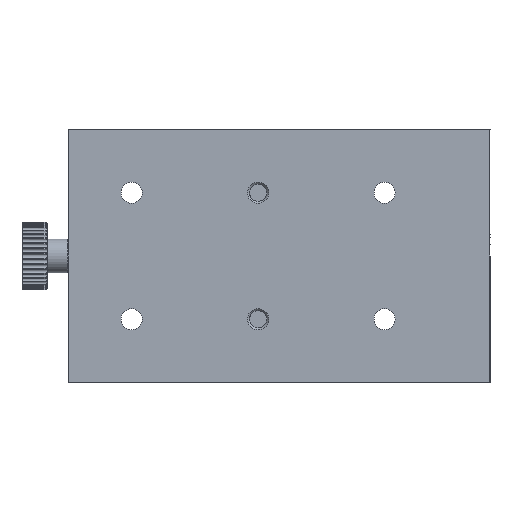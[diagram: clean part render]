
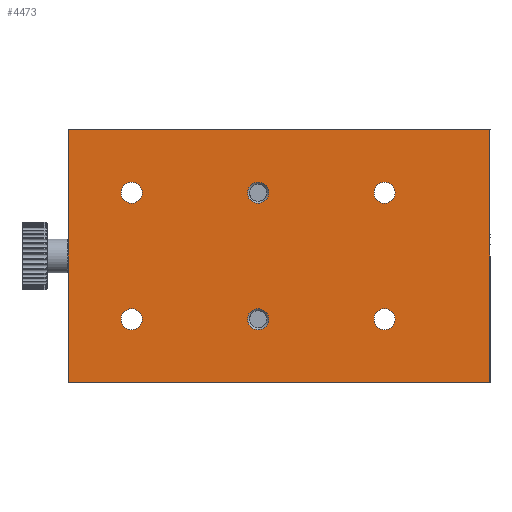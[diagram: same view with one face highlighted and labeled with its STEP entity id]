
A CAD part, front view. The second image highlights one B-rep face of the part: STEP entity #4473.
In plain terms, the highlighted planar face has unit normal (0, -1, 0).
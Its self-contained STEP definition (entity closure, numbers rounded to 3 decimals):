
#303 = CARTESIAN_POINT ( 'NONE',  ( 0., 0., 0. ) ) ;
#320 = LINE ( 'NONE', #2286, #7619 ) ;
#605 = DIRECTION ( 'NONE',  ( 1., 0., 0. ) ) ;
#760 = FACE_BOUND ( 'NONE', #4228, .T. ) ;
#767 = EDGE_LOOP ( 'NONE', ( #8721, #5473, #9101, #4854 ) ) ;
#908 = CARTESIAN_POINT ( 'NONE',  ( 75., 0., -17.5 ) ) ;
#1120 = CIRCLE ( 'NONE', #9380, 2.5 ) ;
#1132 = CARTESIAN_POINT ( 'NONE',  ( 45., 0., -45. ) ) ;
#1205 = LINE ( 'NONE', #303, #9025 ) ;
#1426 = EDGE_CURVE ( 'NONE', #4247, #11508, #7788, .T. ) ;
#1443 = AXIS2_PLACEMENT_3D ( 'NONE', #4446, #11789, #3544 ) ;
#1654 = DIRECTION ( 'NONE',  ( 0., 0., -1. ) ) ;
#1853 = EDGE_CURVE ( 'NONE', #9982, #9982, #9144, .T. ) ;
#2021 = DIRECTION ( 'NONE',  ( 0., 0., -1. ) ) ;
#2261 = DIRECTION ( 'NONE',  ( 0., 1., 0. ) ) ;
#2286 = CARTESIAN_POINT ( 'NONE',  ( 100., 0., -60. ) ) ;
#2371 = EDGE_CURVE ( 'NONE', #3657, #5282, #320, .T. ) ;
#2424 = ORIENTED_EDGE ( 'NONE', *, *, #6096, .T. ) ;
#2470 = ORIENTED_EDGE ( 'NONE', *, *, #5118, .T. ) ;
#2473 = EDGE_LOOP ( 'NONE', ( #9137 ) ) ;
#2720 = CARTESIAN_POINT ( 'NONE',  ( 75., 0., -45. ) ) ;
#2770 = EDGE_CURVE ( 'NONE', #11744, #11744, #9909, .T. ) ;
#3070 = AXIS2_PLACEMENT_3D ( 'NONE', #8553, #3086, #7596 ) ;
#3086 = DIRECTION ( 'NONE',  ( 0., 1., 0. ) ) ;
#3311 = CARTESIAN_POINT ( 'NONE',  ( 75., 0., -15. ) ) ;
#3365 = LINE ( 'NONE', #6189, #8846 ) ;
#3468 = FACE_BOUND ( 'NONE', #11041, .T. ) ;
#3544 = DIRECTION ( 'NONE',  ( 0., 0., -1. ) ) ;
#3557 = CARTESIAN_POINT ( 'NONE',  ( 15., 0., -47.5 ) ) ;
#3657 = VERTEX_POINT ( 'NONE', #4347 ) ;
#3663 = CARTESIAN_POINT ( 'NONE',  ( 0., 0., 0. ) ) ;
#3739 = CARTESIAN_POINT ( 'NONE',  ( 45., 0., -47.5 ) ) ;
#3782 = EDGE_CURVE ( 'NONE', #10960, #10960, #1120, .T. ) ;
#4013 = ORIENTED_EDGE ( 'NONE', *, *, #10710, .T. ) ;
#4030 = DIRECTION ( 'NONE',  ( -1., 0., 0. ) ) ;
#4228 = EDGE_LOOP ( 'NONE', ( #4013 ) ) ;
#4247 = VERTEX_POINT ( 'NONE', #3663 ) ;
#4307 = FACE_BOUND ( 'NONE', #2473, .T. ) ;
#4347 = CARTESIAN_POINT ( 'NONE',  ( 100., 0., -60. ) ) ;
#4368 = FACE_OUTER_BOUND ( 'NONE', #767, .T. ) ;
#4446 = CARTESIAN_POINT ( 'NONE',  ( 45., 0., -15. ) ) ;
#4473 = ADVANCED_FACE ( 'NONE', ( #4368, #6175, #9658, #4307, #3468, #760, #7985 ), #8040, .T. ) ;
#4721 = AXIS2_PLACEMENT_3D ( 'NONE', #3311, #7205, #7154 ) ;
#4854 = ORIENTED_EDGE ( 'NONE', *, *, #1426, .T. ) ;
#5118 = EDGE_CURVE ( 'NONE', #7341, #7341, #10570, .T. ) ;
#5282 = VERTEX_POINT ( 'NONE', #6926 ) ;
#5473 = ORIENTED_EDGE ( 'NONE', *, *, #2371, .T. ) ;
#5612 = EDGE_CURVE ( 'NONE', #5282, #4247, #1205, .T. ) ;
#5658 = VERTEX_POINT ( 'NONE', #3739 ) ;
#5858 = CIRCLE ( 'NONE', #1443, 2.5 ) ;
#6096 = EDGE_CURVE ( 'NONE', #5658, #5658, #10594, .T. ) ;
#6175 = FACE_BOUND ( 'NONE', #10005, .T. ) ;
#6189 = CARTESIAN_POINT ( 'NONE',  ( 0., 0., -60. ) ) ;
#6380 = CARTESIAN_POINT ( 'NONE',  ( 15., 0., -17.5 ) ) ;
#6703 = DIRECTION ( 'NONE',  ( 0., 0., -1. ) ) ;
#6734 = DIRECTION ( 'NONE',  ( 0., 0., -1. ) ) ;
#6880 = CARTESIAN_POINT ( 'NONE',  ( 0., 0., -60. ) ) ;
#6926 = CARTESIAN_POINT ( 'NONE',  ( 100., 0., 0. ) ) ;
#6989 = EDGE_CURVE ( 'NONE', #11508, #3657, #3365, .T. ) ;
#7068 = CARTESIAN_POINT ( 'NONE',  ( 0., 0., -60. ) ) ;
#7128 = AXIS2_PLACEMENT_3D ( 'NONE', #1132, #2261, #2021 ) ;
#7154 = DIRECTION ( 'NONE',  ( 0., 0., -1. ) ) ;
#7205 = DIRECTION ( 'NONE',  ( 0., 1., 0. ) ) ;
#7341 = VERTEX_POINT ( 'NONE', #6380 ) ;
#7347 = DIRECTION ( 'NONE',  ( 0., 0., -1. ) ) ;
#7596 = DIRECTION ( 'NONE',  ( 0., 0., -1. ) ) ;
#7619 = VECTOR ( 'NONE', #8672, 1000. ) ;
#7638 = DIRECTION ( 'NONE',  ( 0., 1., 0. ) ) ;
#7659 = AXIS2_PLACEMENT_3D ( 'NONE', #8764, #7864, #1654 ) ;
#7788 = LINE ( 'NONE', #6880, #10895 ) ;
#7834 = ORIENTED_EDGE ( 'NONE', *, *, #2770, .T. ) ;
#7864 = DIRECTION ( 'NONE',  ( 0., -1., 0. ) ) ;
#7985 = FACE_BOUND ( 'NONE', #11556, .T. ) ;
#8040 = PLANE ( 'NONE',  #7659 ) ;
#8123 = EDGE_LOOP ( 'NONE', ( #7834 ) ) ;
#8245 = CARTESIAN_POINT ( 'NONE',  ( 75., 0., -47.5 ) ) ;
#8531 = CARTESIAN_POINT ( 'NONE',  ( 15., 0., -45. ) ) ;
#8553 = CARTESIAN_POINT ( 'NONE',  ( 15., 0., -15. ) ) ;
#8672 = DIRECTION ( 'NONE',  ( 0., 0., 1. ) ) ;
#8721 = ORIENTED_EDGE ( 'NONE', *, *, #6989, .T. ) ;
#8764 = CARTESIAN_POINT ( 'NONE',  ( 0., 0., -60. ) ) ;
#8846 = VECTOR ( 'NONE', #605, 1000. ) ;
#8847 = CARTESIAN_POINT ( 'NONE',  ( 45., 0., -17.5 ) ) ;
#9025 = VECTOR ( 'NONE', #4030, 1000. ) ;
#9101 = ORIENTED_EDGE ( 'NONE', *, *, #5612, .T. ) ;
#9137 = ORIENTED_EDGE ( 'NONE', *, *, #3782, .T. ) ;
#9144 = CIRCLE ( 'NONE', #4721, 2.5 ) ;
#9380 = AXIS2_PLACEMENT_3D ( 'NONE', #2720, #11804, #7347 ) ;
#9658 = FACE_BOUND ( 'NONE', #8123, .T. ) ;
#9909 = CIRCLE ( 'NONE', #11285, 2.5 ) ;
#9982 = VERTEX_POINT ( 'NONE', #908 ) ;
#10005 = EDGE_LOOP ( 'NONE', ( #2470 ) ) ;
#10536 = ORIENTED_EDGE ( 'NONE', *, *, #1853, .T. ) ;
#10537 = VERTEX_POINT ( 'NONE', #8847 ) ;
#10570 = CIRCLE ( 'NONE', #3070, 2.5 ) ;
#10594 = CIRCLE ( 'NONE', #7128, 2.5 ) ;
#10710 = EDGE_CURVE ( 'NONE', #10537, #10537, #5858, .T. ) ;
#10895 = VECTOR ( 'NONE', #6703, 1000. ) ;
#10960 = VERTEX_POINT ( 'NONE', #8245 ) ;
#11041 = EDGE_LOOP ( 'NONE', ( #10536 ) ) ;
#11285 = AXIS2_PLACEMENT_3D ( 'NONE', #8531, #7638, #6734 ) ;
#11508 = VERTEX_POINT ( 'NONE', #7068 ) ;
#11556 = EDGE_LOOP ( 'NONE', ( #2424 ) ) ;
#11744 = VERTEX_POINT ( 'NONE', #3557 ) ;
#11789 = DIRECTION ( 'NONE',  ( 0., 1., 0. ) ) ;
#11804 = DIRECTION ( 'NONE',  ( 0., 1., 0. ) ) ;
